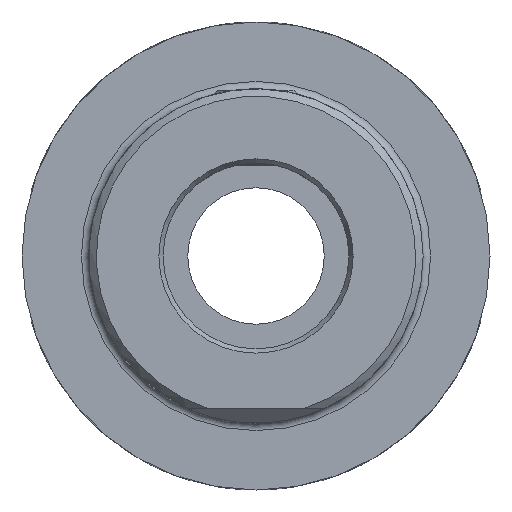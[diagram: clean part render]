
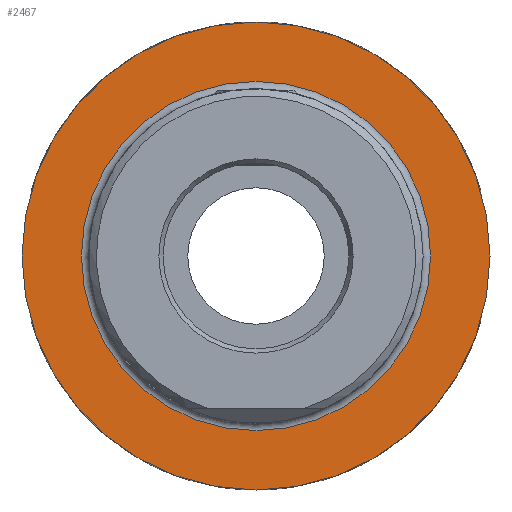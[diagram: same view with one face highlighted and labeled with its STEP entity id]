
A CAD part, left-side view. The second image highlights one B-rep face of the part: STEP entity #2467.
In plain terms, the highlighted planar face has unit normal (-1, 0, 0).
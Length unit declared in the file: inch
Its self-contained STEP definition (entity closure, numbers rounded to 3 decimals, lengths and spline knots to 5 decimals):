
#75=FACE_BOUND('',#374,.T.);
#123=PLANE('',#2675);
#233=FACE_OUTER_BOUND('',#373,.T.);
#373=EDGE_LOOP('',(#1818,#1819));
#374=EDGE_LOOP('',(#1820,#1821));
#833=CIRCLE('',#2673,0.9252);
#834=CIRCLE('',#2674,0.9252);
#835=CIRCLE('',#2676,1.24016);
#836=CIRCLE('',#2677,1.24016);
#1018=VERTEX_POINT('',#4067);
#1019=VERTEX_POINT('',#4069);
#1020=VERTEX_POINT('',#4073);
#1021=VERTEX_POINT('',#4074);
#1316=EDGE_CURVE('',#1018,#1019,#833,.T.);
#1317=EDGE_CURVE('',#1019,#1018,#834,.T.);
#1318=EDGE_CURVE('',#1020,#1021,#835,.T.);
#1319=EDGE_CURVE('',#1021,#1020,#836,.T.);
#1818=ORIENTED_EDGE('',*,*,#1318,.F.);
#1819=ORIENTED_EDGE('',*,*,#1319,.F.);
#1820=ORIENTED_EDGE('',*,*,#1317,.F.);
#1821=ORIENTED_EDGE('',*,*,#1316,.F.);
#2467=ADVANCED_FACE('',(#233,#75),#123,.T.);
#2673=AXIS2_PLACEMENT_3D('',#4070,#3093,#3094);
#2674=AXIS2_PLACEMENT_3D('',#4071,#3095,#3096);
#2675=AXIS2_PLACEMENT_3D('',#4072,#3097,#3098);
#2676=AXIS2_PLACEMENT_3D('',#4075,#3099,#3100);
#2677=AXIS2_PLACEMENT_3D('',#4076,#3101,#3102);
#3093=DIRECTION('center_axis',(-1.,0.,0.));
#3094=DIRECTION('ref_axis',(0.,-1.,0.));
#3095=DIRECTION('center_axis',(-1.,0.,0.));
#3096=DIRECTION('ref_axis',(0.,-1.,0.));
#3097=DIRECTION('center_axis',(-1.,0.,0.));
#3098=DIRECTION('ref_axis',(0.,0.,1.));
#3099=DIRECTION('center_axis',(1.,0.,0.));
#3100=DIRECTION('ref_axis',(0.,1.,0.));
#3101=DIRECTION('center_axis',(1.,0.,0.));
#3102=DIRECTION('ref_axis',(0.,1.,0.));
#4067=CARTESIAN_POINT('',(-0.86614,0.,0.9252));
#4069=CARTESIAN_POINT('',(-0.86614,0.9252,0.));
#4070=CARTESIAN_POINT('Origin',(-0.86614,0.,0.));
#4071=CARTESIAN_POINT('Origin',(-0.86614,0.,0.));
#4072=CARTESIAN_POINT('Origin',(-0.86614,1.06299,0.));
#4073=CARTESIAN_POINT('',(-0.86614,1.24016,0.));
#4074=CARTESIAN_POINT('',(-0.86614,-1.24016,0.));
#4075=CARTESIAN_POINT('Origin',(-0.86614,0.,0.));
#4076=CARTESIAN_POINT('Origin',(-0.86614,0.,0.));
